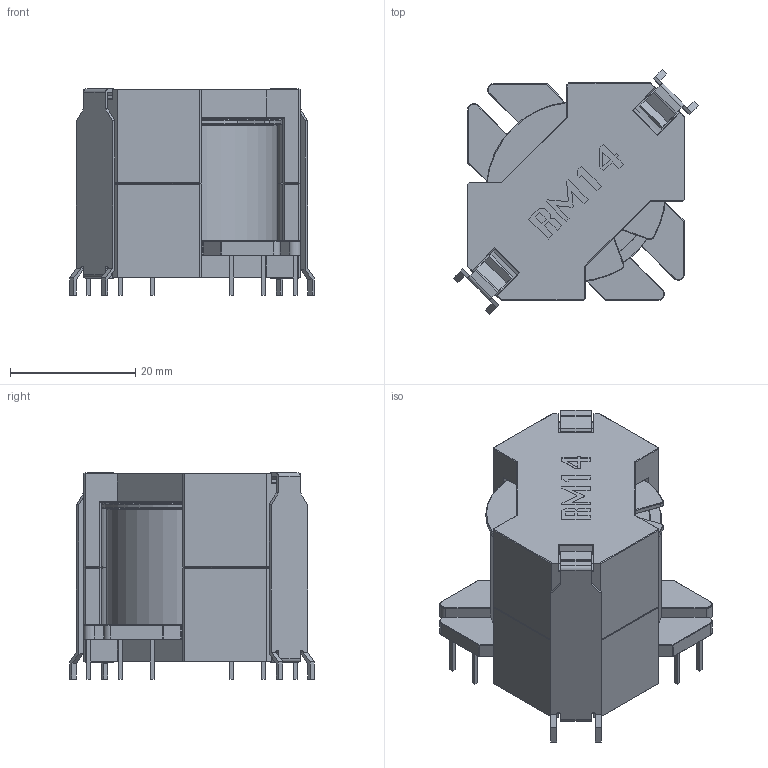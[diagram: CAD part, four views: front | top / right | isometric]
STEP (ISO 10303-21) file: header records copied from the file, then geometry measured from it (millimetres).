
FILE_DESCRIPTION(/* description */ ('model of RM-14_12pin'),/* implementation_level */ '2;1');
FILE_NAME(/* name */ 'RM-14_12pin.stp',/* time_stamp */ '2016-01-08T00:25:25',/* author */ ('Joan The Spark',''),/* organization */ (''),/* preprocessor_version */ '',/* originating_system */ '',/* authorisation */ '');
FILE_SCHEMA (('AUTOMOTIVE_DESIGN { 1 0 10303 214 3 1 1 }'));
Length unit declared in the file: millimetre
Products named in the file (1): RM-14_12pin
Bounding box: 39.17 x 39.17 x 33 mm (x, y, z)
Volume: 25567.5 mm3; surface area: 12469 mm2
Topology: 1 solids, 1 shells, 572 faces, 1378 edges, 833 vertices
Faces by surface type: plane 492, cylinder 32, cone 28, bspline 20
Full cylindrical faces by diameter (mm): 15.2 x2, 16.72 x2, 23.713 x1, 23.813 x1, 27.26 x1, 27.36 x1
Entity records: 17292 total; most frequent: CARTESIAN_POINT 3634, ORIENTED_EDGE 2734, DIRECTION 2531, EDGE_CURVE 1367, LINE 1237, VECTOR 1237, VERTEX_POINT 830, AXIS2_PLACEMENT_3D 647
